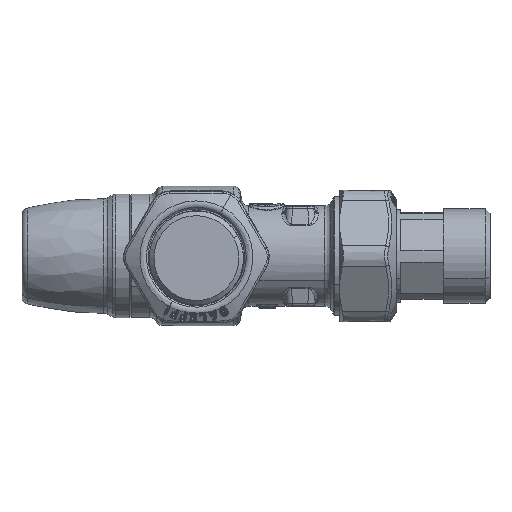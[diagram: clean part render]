
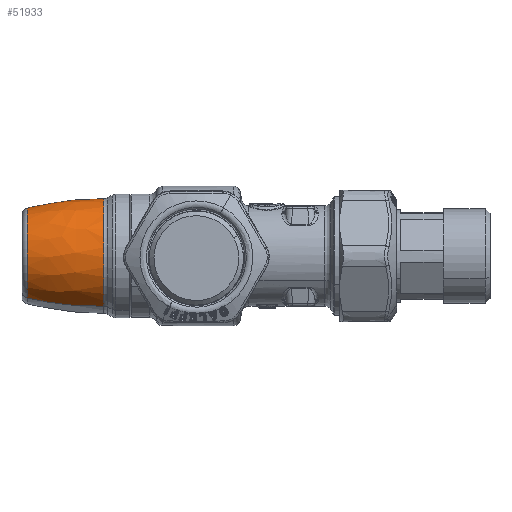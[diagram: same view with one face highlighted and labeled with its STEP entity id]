
A CAD part, left-side view. The second image highlights one B-rep face of the part: STEP entity #51933.
In plain terms, the highlighted face is a revolution surface.
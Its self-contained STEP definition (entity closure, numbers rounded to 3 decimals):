
#51829=CARTESIAN_POINT('Axis2P3D Location',(0.,25.813,0.)) ;
#51833=CARTESIAN_POINT('Vertex',(7.675,25.813,14.05)) ;
#51835=CARTESIAN_POINT('Vertex',(-7.675,25.813,-14.05)) ;
#51886=CARTESIAN_POINT('Vertex',(6.427,47.207,11.765)) ;
#51888=CARTESIAN_POINT('Vertex',(-6.427,47.207,-11.765)) ;
#51892=CARTESIAN_POINT('Control Point',(7.675,25.813,14.05)) ;
#51893=CARTESIAN_POINT('Control Point',(7.712,31.217,14.116)) ;
#51894=CARTESIAN_POINT('Control Point',(7.515,36.627,13.756)) ;
#51895=CARTESIAN_POINT('Control Point',(7.084,41.979,12.967)) ;
#51896=CARTESIAN_POINT('Control Point',(6.427,47.207,11.765)) ;
#51899=CARTESIAN_POINT('Control Point',(-7.675,25.813,-14.05)) ;
#51900=CARTESIAN_POINT('Control Point',(-7.712,31.217,-14.116)) ;
#51901=CARTESIAN_POINT('Control Point',(-7.515,36.627,-13.756)) ;
#51902=CARTESIAN_POINT('Control Point',(-7.084,41.979,-12.967)) ;
#51903=CARTESIAN_POINT('Control Point',(-6.427,47.207,-11.765)) ;
#51913=CARTESIAN_POINT('Control Point',(0.,25.813,-16.01)) ;
#51914=CARTESIAN_POINT('Control Point',(0.,31.217,-16.085)) ;
#51915=CARTESIAN_POINT('Control Point',(0.,36.627,-15.675)) ;
#51916=CARTESIAN_POINT('Control Point',(0.,41.979,-14.776)) ;
#51917=CARTESIAN_POINT('Control Point',(0.,47.207,-13.407)) ;
#51918=CARTESIAN_POINT('Axis1P Location',(0.,33.7,0.)) ;
#51922=CARTESIAN_POINT('Axis2P3D Location',(0.,47.207,0.)) ;
#51830=DIRECTION('Axis2P3D Direction',(0.,-1.,0.)) ;
#51919=DIRECTION('Axis1P Direction',(-0.,1.,0.)) ;
#51923=DIRECTION('Axis2P3D Direction',(-0.,1.,0.)) ;
#51831=AXIS2_PLACEMENT_3D('Circle Axis2P3D',#51829,#51830,$) ;
#51924=AXIS2_PLACEMENT_3D('Circle Axis2P3D',#51922,#51923,$) ;
#51832=CIRCLE('generated circle',#51831,16.01) ;
#51925=CIRCLE('generated circle',#51924,13.407) ;
#51921=SURFACE_OF_REVOLUTION('Surface of Revolution',#51912,#51920) ;
#51920=AXIS1_PLACEMENT('Revolution Surface Axis1P',#51918,#51919) ;
#51837=EDGE_CURVE('',#51834,#51836,#51832,.T.) ;
#51897=EDGE_CURVE('',#51834,#51887,#51891,.T.) ;
#51904=EDGE_CURVE('',#51836,#51889,#51898,.T.) ;
#51926=EDGE_CURVE('',#51889,#51887,#51925,.T.) ;
#51928=ORIENTED_EDGE('',*,*,#51926,.F.) ;
#51929=ORIENTED_EDGE('',*,*,#51904,.F.) ;
#51930=ORIENTED_EDGE('',*,*,#51837,.F.) ;
#51931=ORIENTED_EDGE('',*,*,#51897,.T.) ;
#51927=EDGE_LOOP('',(#51928,#51929,#51930,#51931)) ;
#51834=VERTEX_POINT('',#51833) ;
#51836=VERTEX_POINT('',#51835) ;
#51887=VERTEX_POINT('',#51886) ;
#51889=VERTEX_POINT('',#51888) ;
#51933=ADVANCED_FACE('PartBody',(#51932),#51921,.T.) ;
#51891=B_SPLINE_CURVE_WITH_KNOTS('',4,(#51892,#51893,#51894,#51895,#51896),.UNSPECIFIED.,.F.,.U.,(5,5),(501.532,523.149),.UNSPECIFIED.) ;
#51898=B_SPLINE_CURVE_WITH_KNOTS('',4,(#51899,#51900,#51901,#51902,#51903),.UNSPECIFIED.,.F.,.U.,(5,5),(501.532,523.149),.UNSPECIFIED.) ;
#51912=B_SPLINE_CURVE_WITH_KNOTS('',4,(#51913,#51914,#51915,#51916,#51917),.UNSPECIFIED.,.F.,.U.,(5,5),(501.532,523.149),.UNSPECIFIED.) ;
#51932=FACE_OUTER_BOUND('',#51927,.T.) ;
